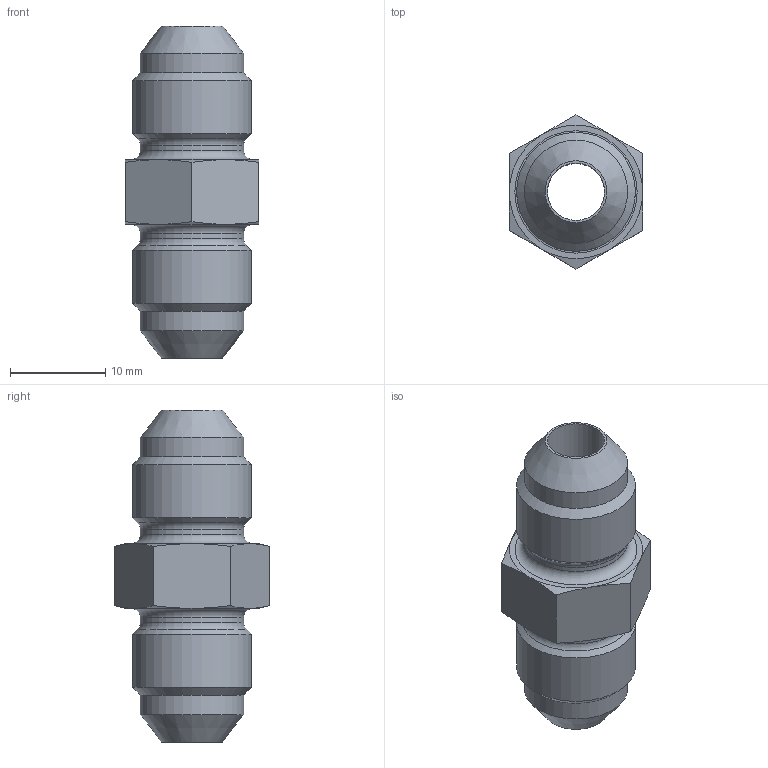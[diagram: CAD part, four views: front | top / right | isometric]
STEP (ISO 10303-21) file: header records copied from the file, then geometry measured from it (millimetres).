
FILE_DESCRIPTION((''),'2;1');
FILE_NAME('30310808.stp','2016-12-20T18:56:10',(''),('KNOMI spol. s r. o.'),'Autodesk Inventor 2012','Autodesk Inventor 2012','');
FILE_SCHEMA(('AUTOMOTIVE_DESIGN { 1 2 10303 214 0 1 1 1 }'));
Length unit declared in the file: millimetre
Products named in the file (1): PS37UNF   8/8   1/2  -20 / 1/2  -20
Bounding box: 14 x 16.17 x 34.8 mm (x, y, z)
Volume: 2956.2 mm3; surface area: 2178.6 mm2
Topology: 1 solids, 1 shells, 39 faces, 79 edges, 44 vertices
Faces by surface type: cone 18, plane 10, cylinder 7, torus 4
Full cylindrical faces by diameter (mm): 6 x1, 10.82 x4, 12.46 x2
Entity records: 918 total; most frequent: CARTESIAN_POINT 194, DIRECTION 150, ORIENTED_EDGE 124, AXIS2_PLACEMENT_3D 72, EDGE_CURVE 62, EDGE_LOOP 60, VERTEX_POINT 44, FACE_OUTER_BOUND 39
